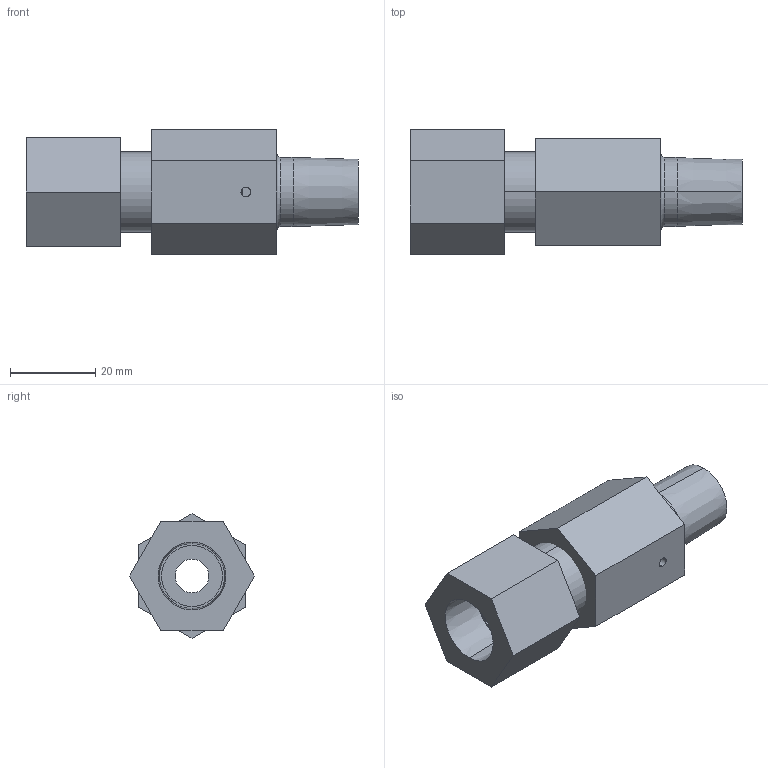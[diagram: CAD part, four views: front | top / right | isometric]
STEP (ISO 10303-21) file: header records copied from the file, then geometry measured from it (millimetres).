
FILE_DESCRIPTION (( 'STEP AP214' ), '1' );
FILE_NAME ('9920.STEP', '2017-05-11T12:31:46', ( '' ), ( '' ), 'SwSTEP 2.0', 'SolidWorks 2017', '' );
FILE_SCHEMA (( 'AUTOMOTIVE_DESIGN' ));
Length unit declared in the file: inch
Products named in the file (1): 9920
Bounding box: 77.97 x 29.33 x 29.21 mm (x, y, z)
Surface area: 9981.7 mm2 (no closed solid volume)
Topology: 0 solids, 2 shells, 34 faces, 82 edges, 54 vertices
Faces by surface type: plane 18, cylinder 10, cone 4, torus 2
Entity records: 1496 total; most frequent: CARTESIAN_POINT 205, DIRECTION 180, ORIENTED_EDGE 154, EDGE_CURVE 82, AXIS2_PLACEMENT_3D 65, VERTEX_POINT 54, LINE 50, VECTOR 50
